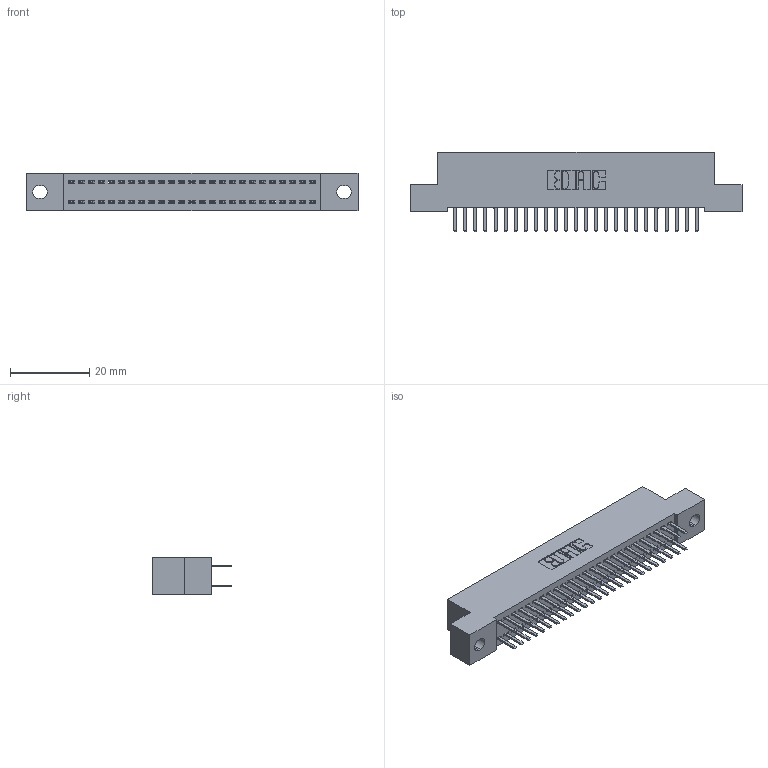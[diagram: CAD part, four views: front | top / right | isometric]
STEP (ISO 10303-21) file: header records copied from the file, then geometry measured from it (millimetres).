
FILE_DESCRIPTION (( 'STEP AP203' ), '1' );
FILE_NAME ('342-050-520-202.STEP', '2018-08-12T19:24:44', ( '' ), ( '' ), 'SwSTEP 2.0', 'SolidWorks 2016', '' );
FILE_SCHEMA (( 'CONFIG_CONTROL_DESIGN' ));
Length unit declared in the file: inch
Products named in the file (3): 345-292-001_345-293-120; 342-050-520-202; 342 Part_.128 Slot
Assembly tree (51 placements, depth 2):
  342-050-520-202
    342 Part_.128 Slot
    345-292-001_345-293-120  x50
Bounding box: 83.82 x 20.02 x 9.4 mm (x, y, z)
Volume: 7376.6 mm3; surface area: 11296 mm2
Topology: 51 solids, 51 shells, 2914 faces, 8461 edges, 5506 vertices
Faces by surface type: plane 1970, cylinder 944
Entity records: 18399 total; most frequent: CARTESIAN_POINT 3082, ORIENTED_EDGE 3006, DIRECTION 2651, EDGE_CURVE 1503, LINE 1371, VECTOR 1371, VERTEX_POINT 998, AXIS2_PLACEMENT_3D 640
